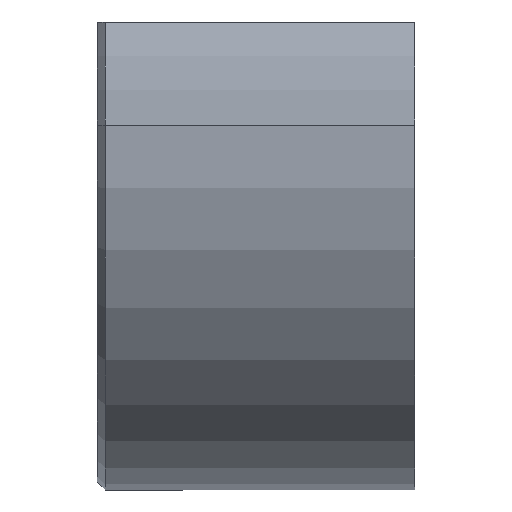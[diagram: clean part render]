
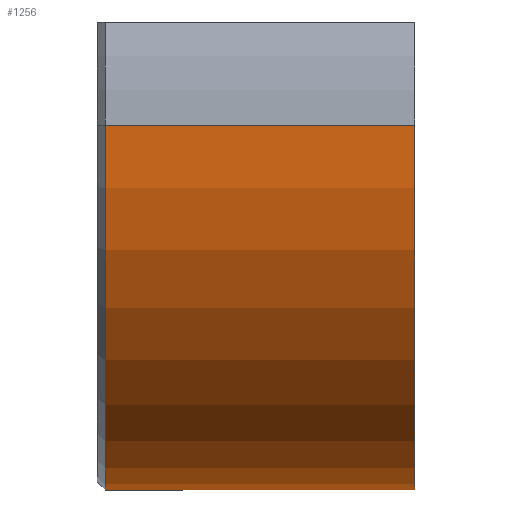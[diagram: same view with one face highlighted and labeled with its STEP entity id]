
A CAD part, front view. The second image highlights one B-rep face of the part: STEP entity #1256.
In plain terms, the highlighted cylindrical face has radius 73.025 mm (diameter 146.05 mm), a partial arc.
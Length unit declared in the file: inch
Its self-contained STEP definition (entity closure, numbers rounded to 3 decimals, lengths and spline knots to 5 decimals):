
#137=CARTESIAN_POINT('',(-2.4375,-2.875,0.));
#138=VERTEX_POINT('',#137);
#188=CARTESIAN_POINT('',(-2.4375,2.875,0.));
#189=VERTEX_POINT('',#188);
#235=CARTESIAN_POINT('',(0.,-2.875,0.));
#236=VERTEX_POINT('',#235);
#237=CARTESIAN_POINT('',(0.,-2.875,0.));
#238=DIRECTION('',(-1.0,0.0,0.0));
#239=VECTOR('',#238,2.4375);
#240=LINE('',#237,#239);
#241=EDGE_CURVE('',#236,#138,#240,.T.);
#267=CARTESIAN_POINT('',(0.,2.875,0.));
#268=VERTEX_POINT('',#267);
#269=CARTESIAN_POINT('',(-2.4375,2.875,0.));
#270=DIRECTION('',(1.0,0.0,0.0));
#271=VECTOR('',#270,2.4375);
#272=LINE('',#269,#271);
#273=EDGE_CURVE('',#189,#268,#272,.T.);
#1233=CARTESIAN_POINT('',(-1.21875,0.,0.));
#1234=DIRECTION('',(1.0,0.,0.));
#1235=DIRECTION('',(0.0,1.0,0.0));
#1236=AXIS2_PLACEMENT_3D('',#1233,#1234,#1235);
#1237=CYLINDRICAL_SURFACE('',#1236,2.875);
#1238=ORIENTED_EDGE('',*,*,#273,.T.);
#1239=CARTESIAN_POINT('',(0.,0.,0.));
#1240=DIRECTION('',(1.0,0.0,0.0));
#1241=DIRECTION('',(0.0,1.0,0.0));
#1242=AXIS2_PLACEMENT_3D('',#1239,#1240,#1241);
#1243=CIRCLE('',#1242,2.875);
#1244=EDGE_CURVE('',#236,#268,#1243,.T.);
#1245=ORIENTED_EDGE('',*,*,#1244,.F.);
#1246=ORIENTED_EDGE('',*,*,#241,.T.);
#1247=CARTESIAN_POINT('',(-2.4375,0.,0.));
#1248=DIRECTION('',(1.0,0.0,0.0));
#1249=DIRECTION('',(0.0,1.0,0.0));
#1250=AXIS2_PLACEMENT_3D('',#1247,#1248,#1249);
#1251=CIRCLE('',#1250,2.875);
#1252=EDGE_CURVE('',#138,#189,#1251,.T.);
#1253=ORIENTED_EDGE('',*,*,#1252,.T.);
#1254=EDGE_LOOP('',(#1238,#1245,#1246,#1253));
#1255=FACE_OUTER_BOUND('',#1254,.T.);
#1256=ADVANCED_FACE('',(#1255),#1237,.T.);
